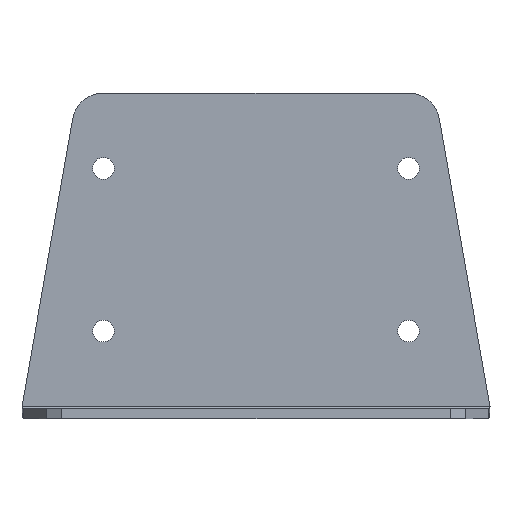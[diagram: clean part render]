
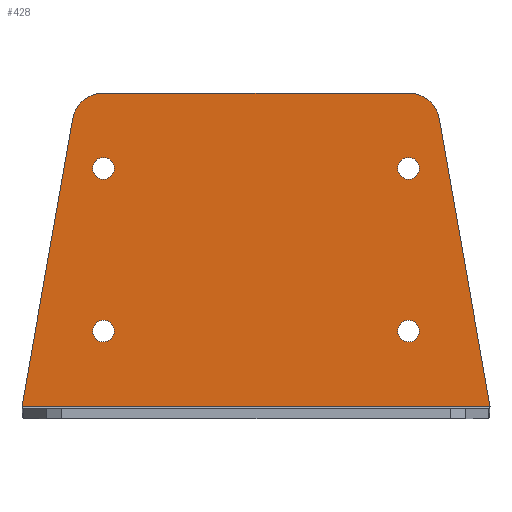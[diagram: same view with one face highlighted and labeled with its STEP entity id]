
A CAD part, top view. The second image highlights one B-rep face of the part: STEP entity #428.
In plain terms, the highlighted planar face has unit normal (0, 0, 1).
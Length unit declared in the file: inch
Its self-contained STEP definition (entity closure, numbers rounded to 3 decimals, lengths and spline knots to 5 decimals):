
#42=FACE_BOUND('',#117,.T.);
#43=FACE_BOUND('',#118,.T.);
#44=FACE_BOUND('',#119,.T.);
#45=FACE_BOUND('',#120,.T.);
#65=CIRCLE('',#473,0.375);
#66=CIRCLE('',#474,0.375);
#67=CIRCLE('',#475,0.133);
#68=CIRCLE('',#476,0.133);
#69=CIRCLE('',#477,0.133);
#70=CIRCLE('',#478,0.133);
#81=FACE_OUTER_BOUND('',#116,.T.);
#116=EDGE_LOOP('',(#354,#355,#356,#357,#358,#359));
#117=EDGE_LOOP('',(#360));
#118=EDGE_LOOP('',(#361));
#119=EDGE_LOOP('',(#362));
#120=EDGE_LOOP('',(#363));
#165=LINE('',#761,#197);
#167=LINE('',#766,#199);
#168=LINE('',#769,#200);
#169=LINE('',#771,#201);
#197=VECTOR('',#559,3.59067);
#199=VECTOR('',#563,3.76437);
#200=VECTOR('',#566,5.75);
#201=VECTOR('',#567,3.59067);
#224=VERTEX_POINT('',#693);
#235=VERTEX_POINT('',#760);
#236=VERTEX_POINT('',#764);
#237=VERTEX_POINT('',#765);
#238=VERTEX_POINT('',#768);
#239=VERTEX_POINT('',#770);
#240=VERTEX_POINT('',#773);
#241=VERTEX_POINT('',#775);
#242=VERTEX_POINT('',#777);
#243=VERTEX_POINT('',#779);
#282=EDGE_CURVE('',#224,#235,#165,.T.);
#284=EDGE_CURVE('',#236,#237,#167,.T.);
#285=EDGE_CURVE('',#235,#236,#65,.T.);
#286=EDGE_CURVE('',#224,#238,#168,.T.);
#287=EDGE_CURVE('',#239,#238,#169,.T.);
#288=EDGE_CURVE('',#237,#239,#66,.T.);
#289=EDGE_CURVE('',#240,#240,#67,.T.);
#290=EDGE_CURVE('',#241,#241,#68,.T.);
#291=EDGE_CURVE('',#242,#242,#69,.T.);
#292=EDGE_CURVE('',#243,#243,#70,.T.);
#354=ORIENTED_EDGE('',*,*,#284,.F.);
#355=ORIENTED_EDGE('',*,*,#285,.F.);
#356=ORIENTED_EDGE('',*,*,#282,.F.);
#357=ORIENTED_EDGE('',*,*,#286,.T.);
#358=ORIENTED_EDGE('',*,*,#287,.F.);
#359=ORIENTED_EDGE('',*,*,#288,.F.);
#360=ORIENTED_EDGE('',*,*,#289,.F.);
#361=ORIENTED_EDGE('',*,*,#290,.F.);
#362=ORIENTED_EDGE('',*,*,#291,.F.);
#363=ORIENTED_EDGE('',*,*,#292,.F.);
#414=PLANE('',#472);
#428=ADVANCED_FACE('',(#81,#42,#43,#44,#45),#414,.F.);
#472=AXIS2_PLACEMENT_3D('',#763,#561,#562);
#473=AXIS2_PLACEMENT_3D('',#767,#564,#565);
#474=AXIS2_PLACEMENT_3D('',#772,#568,#569);
#475=AXIS2_PLACEMENT_3D('',#774,#570,#571);
#476=AXIS2_PLACEMENT_3D('',#776,#572,#573);
#477=AXIS2_PLACEMENT_3D('',#778,#574,#575);
#478=AXIS2_PLACEMENT_3D('',#780,#576,#577);
#559=DIRECTION('',(0.174,0.985,0.));
#561=DIRECTION('center_axis',(0.,0.,-1.));
#562=DIRECTION('ref_axis',(-1.,0.,0.));
#563=DIRECTION('',(1.,0.,0.));
#564=DIRECTION('center_axis',(0.,0.,-1.));
#565=DIRECTION('ref_axis',(-0.985,0.174,0.));
#566=DIRECTION('',(1.,0.,0.));
#567=DIRECTION('',(0.174,-0.985,0.));
#568=DIRECTION('center_axis',(0.,0.,-1.));
#569=DIRECTION('ref_axis',(0.,1.,0.));
#570=DIRECTION('center_axis',(0.,0.,1.));
#571=DIRECTION('ref_axis',(1.,0.,0.));
#572=DIRECTION('center_axis',(0.,0.,1.));
#573=DIRECTION('ref_axis',(1.,0.,0.));
#574=DIRECTION('center_axis',(0.,0.,1.));
#575=DIRECTION('ref_axis',(1.,0.,0.));
#576=DIRECTION('center_axis',(0.,0.,1.));
#577=DIRECTION('ref_axis',(1.,0.,0.));
#693=CARTESIAN_POINT('',(0.,0.,0.));
#760=CARTESIAN_POINT('',(0.62351,3.53612,0.));
#761=CARTESIAN_POINT('',(0.,0.,0.));
#763=CARTESIAN_POINT('Origin',(0.,0.,0.));
#764=CARTESIAN_POINT('',(0.99282,3.846,0.));
#765=CARTESIAN_POINT('',(4.75718,3.846,0.));
#766=CARTESIAN_POINT('',(0.99282,3.846,0.));
#767=CARTESIAN_POINT('Origin',(0.99282,3.471,0.));
#768=CARTESIAN_POINT('',(5.75,0.,0.));
#769=CARTESIAN_POINT('',(0.,0.,0.));
#770=CARTESIAN_POINT('',(5.12649,3.53612,0.));
#771=CARTESIAN_POINT('',(5.12649,3.53612,0.));
#772=CARTESIAN_POINT('Origin',(4.75718,3.471,0.));
#773=CARTESIAN_POINT('',(1.133,0.923,0.));
#774=CARTESIAN_POINT('Origin',(1.,0.923,0.));
#775=CARTESIAN_POINT('',(1.133,2.923,0.));
#776=CARTESIAN_POINT('Origin',(1.,2.923,0.));
#777=CARTESIAN_POINT('',(4.883,2.923,0.));
#778=CARTESIAN_POINT('Origin',(4.75,2.923,0.));
#779=CARTESIAN_POINT('',(4.883,0.923,0.));
#780=CARTESIAN_POINT('Origin',(4.75,0.923,0.));
